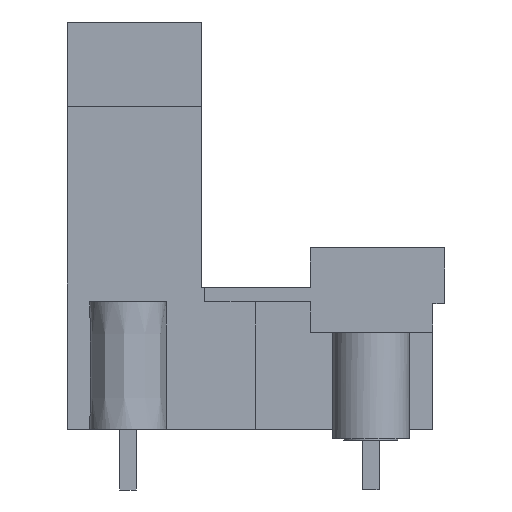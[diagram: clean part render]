
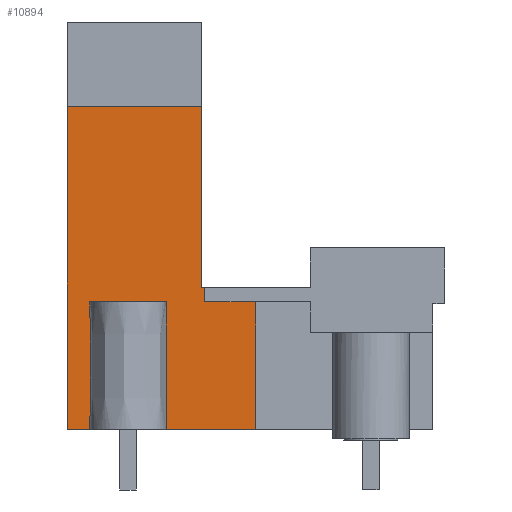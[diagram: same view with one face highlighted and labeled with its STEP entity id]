
A CAD part, left-side view. The second image highlights one B-rep face of the part: STEP entity #10894.
In plain terms, the highlighted planar face has unit normal (-1, 0, 0).
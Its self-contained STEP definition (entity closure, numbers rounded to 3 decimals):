
#10819=AXIS2_PLACEMENT_3D('Plane Axis2P3D',#10816,#10817,#10818) ;
#6009=CARTESIAN_POINT('Vertex',(3.84,23.67,3.8)) ;
#6012=CARTESIAN_POINT('Line Origine',(3.84,23.67,13.93)) ;
#6016=CARTESIAN_POINT('Vertex',(3.84,23.67,24.06)) ;
#6313=CARTESIAN_POINT('Vertex',(3.84,15.24,24.06)) ;
#6316=CARTESIAN_POINT('Line Origine',(3.84,15.24,18.38)) ;
#6320=CARTESIAN_POINT('Vertex',(3.84,15.24,12.7)) ;
#7249=CARTESIAN_POINT('Vertex',(3.84,21.887,3.8)) ;
#7252=CARTESIAN_POINT('Line Origine',(3.84,22.779,3.8)) ;
#7466=CARTESIAN_POINT('Vertex',(3.84,11.84,3.8)) ;
#7469=CARTESIAN_POINT('Line Origine',(3.84,13.165,3.8)) ;
#7473=CARTESIAN_POINT('Vertex',(3.84,14.49,3.8)) ;
#7476=CARTESIAN_POINT('Line Origine',(3.84,16.171,3.8)) ;
#7480=CARTESIAN_POINT('Vertex',(3.84,17.853,3.8)) ;
#10816=CARTESIAN_POINT('Axis2P3D Location',(3.84,23.67,3.2)) ;
#10821=CARTESIAN_POINT('Line Origine',(3.84,20.055,24.06)) ;
#10825=CARTESIAN_POINT('Vertex',(3.84,16.44,24.06)) ;
#10828=CARTESIAN_POINT('Line Origine',(3.84,21.887,7.8)) ;
#10832=CARTESIAN_POINT('Vertex',(3.84,21.887,11.8)) ;
#10835=CARTESIAN_POINT('Line Origine',(3.84,19.87,11.8)) ;
#10839=CARTESIAN_POINT('Vertex',(3.84,17.853,11.8)) ;
#10842=CARTESIAN_POINT('Line Origine',(3.84,17.853,7.8)) ;
#10847=CARTESIAN_POINT('Line Origine',(3.84,11.84,7.8)) ;
#10851=CARTESIAN_POINT('Vertex',(3.84,11.84,11.8)) ;
#10854=CARTESIAN_POINT('Line Origine',(3.84,13.44,11.8)) ;
#10858=CARTESIAN_POINT('Vertex',(3.84,15.04,11.8)) ;
#10861=CARTESIAN_POINT('Line Origine',(3.84,15.04,12.25)) ;
#10865=CARTESIAN_POINT('Vertex',(3.84,15.04,12.7)) ;
#10868=CARTESIAN_POINT('Line Origine',(3.84,15.14,12.7)) ;
#10873=CARTESIAN_POINT('Line Origine',(3.84,15.84,24.06)) ;
#6013=DIRECTION('Vector Direction',(0.,0.,1.)) ;
#6317=DIRECTION('Vector Direction',(0.,0.,1.)) ;
#7253=DIRECTION('Vector Direction',(0.,1.,0.)) ;
#7470=DIRECTION('Vector Direction',(0.,-1.,0.)) ;
#7477=DIRECTION('Vector Direction',(0.,1.,0.)) ;
#10817=DIRECTION('Axis2P3D Direction',(-1.,0.,0.)) ;
#10818=DIRECTION('Axis2P3D XDirection',(0.,-1.,0.)) ;
#10822=DIRECTION('Vector Direction',(0.,1.,0.)) ;
#10829=DIRECTION('Vector Direction',(0.,0.,1.)) ;
#10836=DIRECTION('Vector Direction',(0.,1.,0.)) ;
#10843=DIRECTION('Vector Direction',(0.,0.,1.)) ;
#10848=DIRECTION('Vector Direction',(0.,0.,1.)) ;
#10855=DIRECTION('Vector Direction',(0.,1.,0.)) ;
#10862=DIRECTION('Vector Direction',(0.,0.,-1.)) ;
#10869=DIRECTION('Vector Direction',(0.,-1.,0.)) ;
#10874=DIRECTION('Vector Direction',(0.,-1.,0.)) ;
#6014=VECTOR('Line Direction',#6013,1.) ;
#6318=VECTOR('Line Direction',#6317,1.) ;
#7254=VECTOR('Line Direction',#7253,1.) ;
#7471=VECTOR('Line Direction',#7470,1.) ;
#7478=VECTOR('Line Direction',#7477,1.) ;
#10823=VECTOR('Line Direction',#10822,1.) ;
#10830=VECTOR('Line Direction',#10829,1.) ;
#10837=VECTOR('Line Direction',#10836,1.) ;
#10844=VECTOR('Line Direction',#10843,1.) ;
#10849=VECTOR('Line Direction',#10848,1.) ;
#10856=VECTOR('Line Direction',#10855,1.) ;
#10863=VECTOR('Line Direction',#10862,1.) ;
#10870=VECTOR('Line Direction',#10869,1.) ;
#10875=VECTOR('Line Direction',#10874,1.) ;
#10879=ORIENTED_EDGE('',*,*,#10827,.T.) ;
#10880=ORIENTED_EDGE('',*,*,#6018,.T.) ;
#10881=ORIENTED_EDGE('',*,*,#7256,.F.) ;
#10882=ORIENTED_EDGE('',*,*,#10834,.T.) ;
#10883=ORIENTED_EDGE('',*,*,#10841,.F.) ;
#10884=ORIENTED_EDGE('',*,*,#10846,.F.) ;
#10885=ORIENTED_EDGE('',*,*,#7482,.F.) ;
#10886=ORIENTED_EDGE('',*,*,#7475,.T.) ;
#10887=ORIENTED_EDGE('',*,*,#10853,.T.) ;
#10888=ORIENTED_EDGE('',*,*,#10860,.T.) ;
#10889=ORIENTED_EDGE('',*,*,#10867,.F.) ;
#10890=ORIENTED_EDGE('',*,*,#10872,.F.) ;
#10891=ORIENTED_EDGE('',*,*,#6322,.T.) ;
#10892=ORIENTED_EDGE('',*,*,#10877,.T.) ;
#10894=ADVANCED_FACE('HOUSING',(#10893),#10820,.T.) ;
#6018=EDGE_CURVE('',#6017,#6010,#6015,.F.) ;
#6322=EDGE_CURVE('',#6321,#6314,#6319,.T.) ;
#7256=EDGE_CURVE('',#7250,#6010,#7255,.T.) ;
#7475=EDGE_CURVE('',#7474,#7467,#7472,.T.) ;
#7482=EDGE_CURVE('',#7474,#7481,#7479,.T.) ;
#10827=EDGE_CURVE('',#10826,#6017,#10824,.T.) ;
#10834=EDGE_CURVE('',#7250,#10833,#10831,.T.) ;
#10841=EDGE_CURVE('',#10840,#10833,#10838,.T.) ;
#10846=EDGE_CURVE('',#7481,#10840,#10845,.T.) ;
#10853=EDGE_CURVE('',#7467,#10852,#10850,.T.) ;
#10860=EDGE_CURVE('',#10852,#10859,#10857,.T.) ;
#10867=EDGE_CURVE('',#10866,#10859,#10864,.T.) ;
#10872=EDGE_CURVE('',#6321,#10866,#10871,.T.) ;
#10877=EDGE_CURVE('',#6314,#10826,#10876,.F.) ;
#10878=EDGE_LOOP('',(#10879,#10880,#10881,#10882,#10883,#10884,#10885,#10886,#10887,#10888,#10889,#10890,#10891,#10892)) ;
#10893=FACE_OUTER_BOUND('',#10878,.T.) ;
#6015=LINE('Line',#6012,#6014) ;
#6319=LINE('Line',#6316,#6318) ;
#7255=LINE('Line',#7252,#7254) ;
#7472=LINE('Line',#7469,#7471) ;
#7479=LINE('Line',#7476,#7478) ;
#10824=LINE('Line',#10821,#10823) ;
#10831=LINE('Line',#10828,#10830) ;
#10838=LINE('Line',#10835,#10837) ;
#10845=LINE('Line',#10842,#10844) ;
#10850=LINE('Line',#10847,#10849) ;
#10857=LINE('Line',#10854,#10856) ;
#10864=LINE('Line',#10861,#10863) ;
#10871=LINE('Line',#10868,#10870) ;
#10876=LINE('Line',#10873,#10875) ;
#10820=PLANE('',#10819) ;
#6010=VERTEX_POINT('',#6009) ;
#6017=VERTEX_POINT('',#6016) ;
#6314=VERTEX_POINT('',#6313) ;
#6321=VERTEX_POINT('',#6320) ;
#7250=VERTEX_POINT('',#7249) ;
#7467=VERTEX_POINT('',#7466) ;
#7474=VERTEX_POINT('',#7473) ;
#7481=VERTEX_POINT('',#7480) ;
#10826=VERTEX_POINT('',#10825) ;
#10833=VERTEX_POINT('',#10832) ;
#10840=VERTEX_POINT('',#10839) ;
#10852=VERTEX_POINT('',#10851) ;
#10859=VERTEX_POINT('',#10858) ;
#10866=VERTEX_POINT('',#10865) ;
